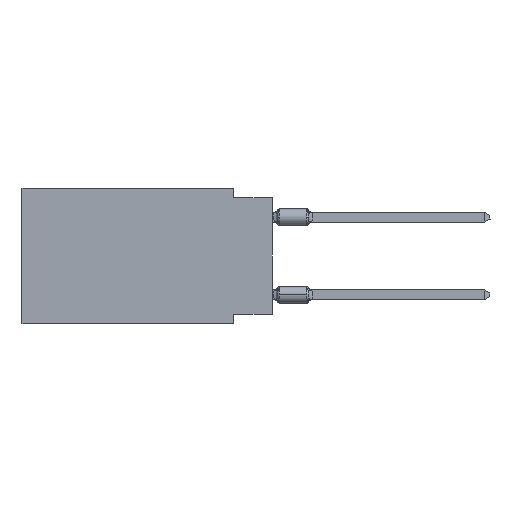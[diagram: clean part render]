
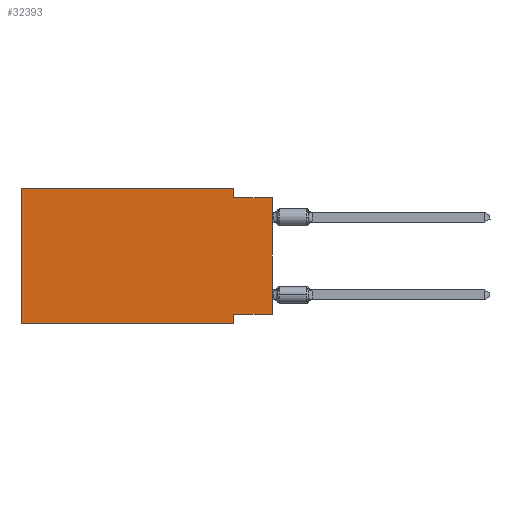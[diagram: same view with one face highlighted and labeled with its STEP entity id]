
A CAD part, left-side view. The second image highlights one B-rep face of the part: STEP entity #32393.
In plain terms, the highlighted planar face has unit normal (-1, 0, 0).
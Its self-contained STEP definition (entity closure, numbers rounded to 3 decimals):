
#20 = VECTOR ( 'NONE', #21848, 1000. ) ;
#954 = VERTEX_POINT ( 'NONE', #45946 ) ;
#4712 = EDGE_CURVE ( 'NONE', #39602, #46046, #16269, .T. ) ;
#4797 = EDGE_LOOP ( 'NONE', ( #5204, #20375, #30790, #27519, #22440, #48657, #5445, #17822 ) ) ;
#4935 = DIRECTION ( 'NONE',  ( 0., 1., 0. ) ) ;
#5013 = LINE ( 'NONE', #24793, #35096 ) ;
#5204 = ORIENTED_EDGE ( 'NONE', *, *, #20259, .T. ) ;
#5445 = ORIENTED_EDGE ( 'NONE', *, *, #16660, .F. ) ;
#5616 = DIRECTION ( 'NONE',  ( 0., 0., 1. ) ) ;
#6263 = VECTOR ( 'NONE', #4935, 1000. ) ;
#7293 = AXIS2_PLACEMENT_3D ( 'NONE', #25572, #10042, #17409 ) ;
#7474 = VECTOR ( 'NONE', #45708, 1000. ) ;
#8748 = CARTESIAN_POINT ( 'NONE',  ( 0., 16.383, -8.89 ) ) ;
#9470 = VERTEX_POINT ( 'NONE', #26892 ) ;
#9520 = DIRECTION ( 'NONE',  ( 0., 0., -1. ) ) ;
#9598 = EDGE_CURVE ( 'NONE', #46046, #13254, #45286, .T. ) ;
#10042 = DIRECTION ( 'NONE',  ( 1., 0., 0. ) ) ;
#11540 = CARTESIAN_POINT ( 'NONE',  ( 0., 2.54, 0. ) ) ;
#11969 = CARTESIAN_POINT ( 'NONE',  ( 0., 2.54, 0. ) ) ;
#13254 = VERTEX_POINT ( 'NONE', #38325 ) ;
#14114 = VERTEX_POINT ( 'NONE', #14467 ) ;
#14203 = LINE ( 'NONE', #30265, #20 ) ;
#14467 = CARTESIAN_POINT ( 'NONE',  ( 0., 16.383, 0. ) ) ;
#15645 = VERTEX_POINT ( 'NONE', #25041 ) ;
#16269 = LINE ( 'NONE', #11540, #41003 ) ;
#16660 = EDGE_CURVE ( 'NONE', #9470, #15645, #5013, .T. ) ;
#17409 = DIRECTION ( 'NONE',  ( 0., 0., -1. ) ) ;
#17784 = VECTOR ( 'NONE', #5616, 1000. ) ;
#17789 = LINE ( 'NONE', #46225, #17784 ) ;
#17822 = ORIENTED_EDGE ( 'NONE', *, *, #44479, .F. ) ;
#18560 = LINE ( 'NONE', #41981, #7474 ) ;
#20259 = EDGE_CURVE ( 'NONE', #954, #13254, #18560, .T. ) ;
#20375 = ORIENTED_EDGE ( 'NONE', *, *, #9598, .F. ) ;
#21273 = LINE ( 'NONE', #32841, #41902 ) ;
#21616 = FACE_OUTER_BOUND ( 'NONE', #4797, .T. ) ;
#21820 = CARTESIAN_POINT ( 'NONE',  ( 0., 0., -8.255 ) ) ;
#21848 = DIRECTION ( 'NONE',  ( 0., -1., 0. ) ) ;
#22440 = ORIENTED_EDGE ( 'NONE', *, *, #37233, .F. ) ;
#23162 = VERTEX_POINT ( 'NONE', #8748 ) ;
#24156 = VECTOR ( 'NONE', #44229, 1000. ) ;
#24793 = CARTESIAN_POINT ( 'NONE',  ( 0., 2.54, -8.89 ) ) ;
#25041 = CARTESIAN_POINT ( 'NONE',  ( 0., 2.54, -8.89 ) ) ;
#25572 = CARTESIAN_POINT ( 'NONE',  ( 0., 16.383, 0. ) ) ;
#26892 = CARTESIAN_POINT ( 'NONE',  ( 0., 2.54, -8.255 ) ) ;
#27390 = EDGE_CURVE ( 'NONE', #23162, #15645, #14203, .T. ) ;
#27519 = ORIENTED_EDGE ( 'NONE', *, *, #48553, .F. ) ;
#30265 = CARTESIAN_POINT ( 'NONE',  ( 0., 16.383, -8.89 ) ) ;
#30790 = ORIENTED_EDGE ( 'NONE', *, *, #4712, .F. ) ;
#32393 = ADVANCED_FACE ( 'NONE', ( #21616 ), #33194, .F. ) ;
#32841 = CARTESIAN_POINT ( 'NONE',  ( 0., 16.383, 0. ) ) ;
#33194 = PLANE ( 'NONE',  #7293 ) ;
#33346 = DIRECTION ( 'NONE',  ( 0., -1., 0. ) ) ;
#35096 = VECTOR ( 'NONE', #9520, 1000. ) ;
#35760 = DIRECTION ( 'NONE',  ( 0., 0., -1. ) ) ;
#36337 = CARTESIAN_POINT ( 'NONE',  ( 0., 0., -0.635 ) ) ;
#37233 = EDGE_CURVE ( 'NONE', #23162, #14114, #17789, .T. ) ;
#37530 = CARTESIAN_POINT ( 'NONE',  ( 0., 2.54, -0.635 ) ) ;
#38325 = CARTESIAN_POINT ( 'NONE',  ( 0., 0., -0.635 ) ) ;
#39602 = VERTEX_POINT ( 'NONE', #11969 ) ;
#41003 = VECTOR ( 'NONE', #35760, 1000. ) ;
#41902 = VECTOR ( 'NONE', #33346, 1000. ) ;
#41981 = CARTESIAN_POINT ( 'NONE',  ( 0., 0., 0. ) ) ;
#44229 = DIRECTION ( 'NONE',  ( 0., -1., 0. ) ) ;
#44479 = EDGE_CURVE ( 'NONE', #954, #9470, #49234, .T. ) ;
#45286 = LINE ( 'NONE', #36337, #24156 ) ;
#45708 = DIRECTION ( 'NONE',  ( 0., 0., 1. ) ) ;
#45946 = CARTESIAN_POINT ( 'NONE',  ( 0., 0., -8.255 ) ) ;
#46046 = VERTEX_POINT ( 'NONE', #37530 ) ;
#46225 = CARTESIAN_POINT ( 'NONE',  ( 0., 16.383, 0. ) ) ;
#48553 = EDGE_CURVE ( 'NONE', #14114, #39602, #21273, .T. ) ;
#48657 = ORIENTED_EDGE ( 'NONE', *, *, #27390, .T. ) ;
#49234 = LINE ( 'NONE', #21820, #6263 ) ;
